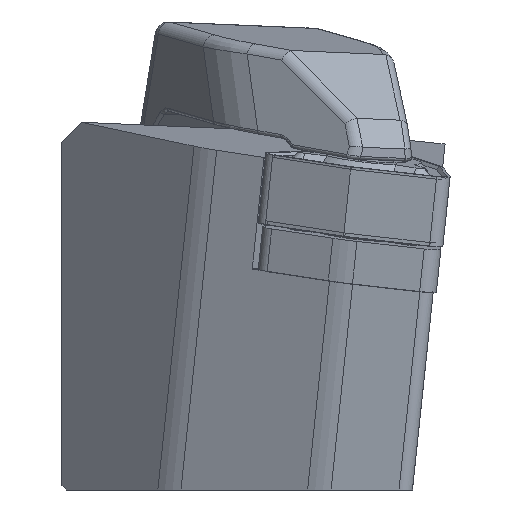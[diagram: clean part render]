
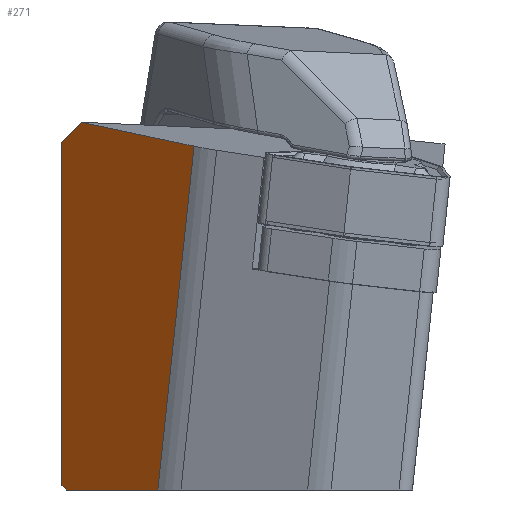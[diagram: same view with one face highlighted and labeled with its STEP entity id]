
A CAD part, left-side view. The second image highlights one B-rep face of the part: STEP entity #271.
In plain terms, the highlighted planar face has unit normal (-0.703, 0.711, 0).
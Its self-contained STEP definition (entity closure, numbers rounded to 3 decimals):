
#271=ADVANCED_FACE('',(#574),#473,.F.);
#473=PLANE('',#3533);
#574=FACE_OUTER_BOUND('',#759,.T.);
#759=EDGE_LOOP('',(#1637,#1638,#1639,#1640,#1641,#1642));
#994=LINE('',#4964,#1295);
#1012=LINE('',#5005,#1313);
#1013=LINE('',#5007,#1314);
#1014=LINE('',#5008,#1315);
#1015=LINE('',#5010,#1316);
#1016=LINE('',#5012,#1317);
#1295=VECTOR('',#3928,1.);
#1313=VECTOR('',#3956,1.);
#1314=VECTOR('',#3959,1.);
#1315=VECTOR('',#3960,1.);
#1316=VECTOR('',#3961,1.);
#1317=VECTOR('',#3962,1.);
#1637=ORIENTED_EDGE('',*,*,#2945,.F.);
#1638=ORIENTED_EDGE('',*,*,#2944,.F.);
#1639=ORIENTED_EDGE('',*,*,#2946,.F.);
#1640=ORIENTED_EDGE('',*,*,#2947,.F.);
#1641=ORIENTED_EDGE('',*,*,#2948,.F.);
#1642=ORIENTED_EDGE('',*,*,#2924,.F.);
#2598=VERTEX_POINT('',#4963);
#2599=VERTEX_POINT('',#4965);
#2610=VERTEX_POINT('',#4992);
#2616=VERTEX_POINT('',#5004);
#2617=VERTEX_POINT('',#5009);
#2618=VERTEX_POINT('',#5011);
#2924=EDGE_CURVE('',#2598,#2599,#994,.T.);
#2944=EDGE_CURVE('',#2616,#2610,#1012,.T.);
#2945=EDGE_CURVE('',#2610,#2598,#1013,.T.);
#2946=EDGE_CURVE('',#2617,#2616,#1014,.T.);
#2947=EDGE_CURVE('',#2618,#2617,#1015,.T.);
#2948=EDGE_CURVE('',#2599,#2618,#1016,.T.);
#3533=AXIS2_PLACEMENT_3D('',#5013,#3963,#3964);
#3928=DIRECTION('',(-0.703,-0.696,-0.147));
#3956=DIRECTION('',(0.001,0.,1.));
#3959=DIRECTION('',(-0.578,-0.572,0.582));
#3960=DIRECTION('',(0.582,0.575,0.575));
#3961=DIRECTION('',(0.711,0.703,0.));
#3962=DIRECTION('',(0.105,0.104,-0.989));
#3963=DIRECTION('',(0.703,-0.711,0.));
#3964=DIRECTION('',(0.711,0.703,0.));
#4963=CARTESIAN_POINT('',(13.279,-1.261,3.595));
#4964=CARTESIAN_POINT('',(5.977,-8.482,2.065));
#4965=CARTESIAN_POINT('',(5.977,-8.482,2.065));
#4992=CARTESIAN_POINT('',(14.553,0.,2.311));
#5004=CARTESIAN_POINT('',(14.54,0.,-19.7));
#5005=CARTESIAN_POINT('',(14.533,0.,-32.022));
#5007=CARTESIAN_POINT('',(22.824,8.186,-6.024));
#5008=CARTESIAN_POINT('',(7.1,-7.355,-27.055));
#5009=CARTESIAN_POINT('',(14.237,-0.3,-20.));
#5010=CARTESIAN_POINT('',(9.583,-4.903,-20.));
#5011=CARTESIAN_POINT('',(8.309,-6.163,-20.));
#5012=CARTESIAN_POINT('',(9.58,-4.9,-32.019));
#5013=CARTESIAN_POINT('',(9.58,-4.9,-32.019));
